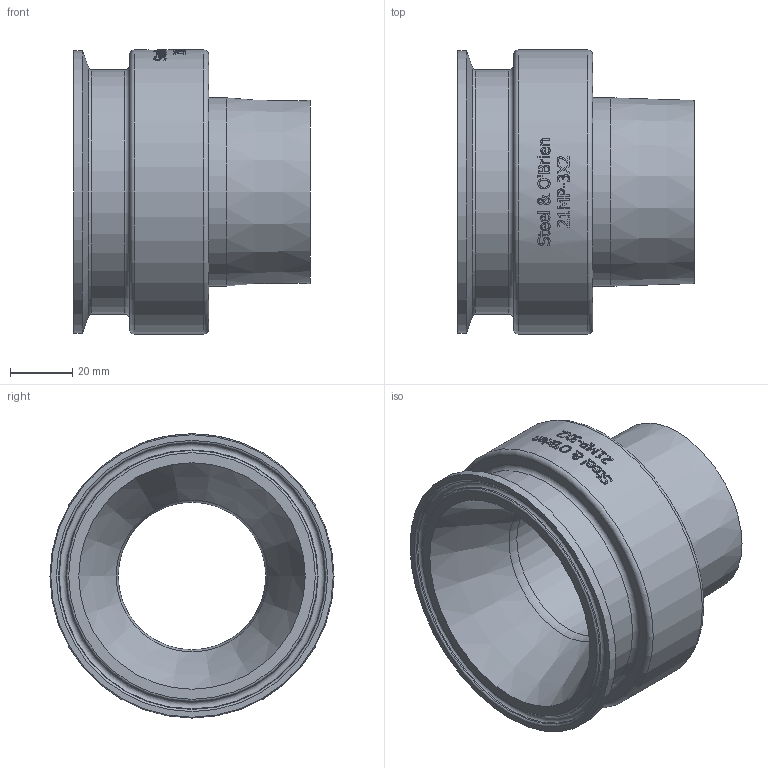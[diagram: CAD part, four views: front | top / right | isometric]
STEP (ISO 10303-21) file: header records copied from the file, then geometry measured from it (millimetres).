
FILE_DESCRIPTION(/* description */ (''),/* implementation_level */ '2;1');
FILE_NAME(/* name */ '21MP-3X2.stp',/* time_stamp */ '2019-01-30T17:23:23-05:00',/* author */ ('rick'),/* organization */ (''),/* preprocessor_version */ 'ST-DEVELOPER v15.2',/* originating_system */ 'Autodesk Inventor 2014',/* authorisation */ '');
FILE_SCHEMA (('AUTOMOTIVE_DESIGN { 1 0 10303 214 3 1 1 }'));
Length unit declared in the file: inch
Products named in the file (1): AAV03160
Bounding box: 76.2 x 91.44 x 91.44 mm (x, y, z)
Volume: 188578.1 mm3; surface area: 40501.1 mm2
Topology: 1 solids, 1 shells, 371 faces, 991 edges, 656 vertices
Faces by surface type: bspline 169, plane 152, cylinder 36, torus 8, cone 6
Full cylindrical faces by diameter (mm): 47.498 x1, 60.617 x1, 78.74 x1, 90.907 x1, 91.44 x1
Entity records: 14590 total; most frequent: CARTESIAN_POINT 6316, ORIENTED_EDGE 1944, DIRECTION 1240, EDGE_CURVE 972, VERTEX_POINT 656, LINE 434, VECTOR 434, EDGE_LOOP 426
